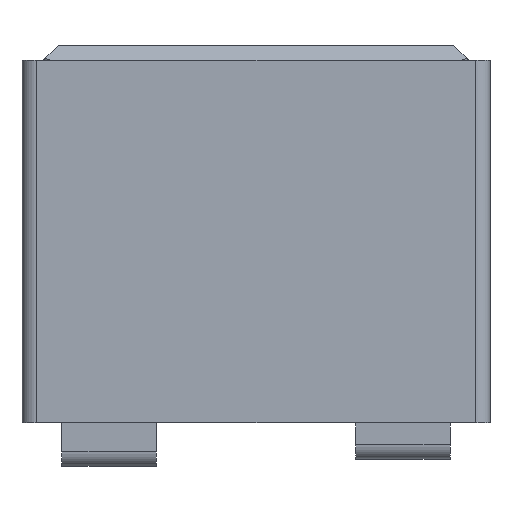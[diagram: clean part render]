
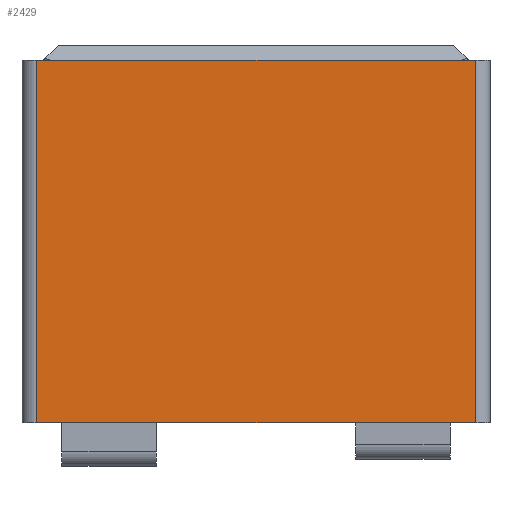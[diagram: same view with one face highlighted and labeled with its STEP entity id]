
A CAD part, left-side view. The second image highlights one B-rep face of the part: STEP entity #2429.
In plain terms, the highlighted planar face has unit normal (-1, 0, 0).
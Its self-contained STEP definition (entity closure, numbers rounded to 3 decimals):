
#90=LINE('',#3356,#207);
#91=LINE('',#3359,#208);
#92=LINE('',#3361,#209);
#93=LINE('',#3363,#210);
#207=VECTOR('',#2672,1000.);
#208=VECTOR('',#2673,1000.);
#209=VECTOR('',#2674,1000.);
#210=VECTOR('',#2675,1000.);
#386=ORIENTED_EDGE('',*,*,#924,.T.);
#387=ORIENTED_EDGE('',*,*,#925,.F.);
#388=ORIENTED_EDGE('',*,*,#926,.T.);
#389=ORIENTED_EDGE('',*,*,#927,.F.);
#924=EDGE_CURVE('',#1193,#1194,#90,.F.);
#925=EDGE_CURVE('',#1195,#1194,#91,.T.);
#926=EDGE_CURVE('',#1195,#1196,#92,.T.);
#927=EDGE_CURVE('',#1193,#1196,#93,.T.);
#1193=VERTEX_POINT('',#3357);
#1194=VERTEX_POINT('',#3358);
#1195=VERTEX_POINT('',#3360);
#1196=VERTEX_POINT('',#3362);
#1430=EDGE_LOOP('',(#386,#387,#388,#389));
#1541=FACE_BOUND('',#1430,.T.);
#1646=PLANE('',#2536);
#2429=ADVANCED_FACE('',(#1541),#1646,.T.);
#2536=AXIS2_PLACEMENT_3D('',#3355,#2670,#2671);
#2670=DIRECTION('',(-1.,0.,0.));
#2671=DIRECTION('',(0.,-1.,0.));
#2672=DIRECTION('',(0.,0.,-1.));
#2673=DIRECTION('',(0.,-1.,0.));
#2674=DIRECTION('',(0.,0.,-1.));
#2675=DIRECTION('',(0.,1.,0.));
#3355=CARTESIAN_POINT('',(-3.325,-3.225,5.2));
#3356=CARTESIAN_POINT('',(-3.325,-3.025,5.2));
#3357=CARTESIAN_POINT('',(-3.325,-3.025,0.));
#3358=CARTESIAN_POINT('',(-3.325,-3.025,5.));
#3359=CARTESIAN_POINT('',(-3.325,3.225,5.));
#3360=CARTESIAN_POINT('',(-3.325,3.025,5.));
#3361=CARTESIAN_POINT('',(-3.325,3.025,5.2));
#3362=CARTESIAN_POINT('',(-3.325,3.025,0.));
#3363=CARTESIAN_POINT('',(-3.325,-3.225,0.));
